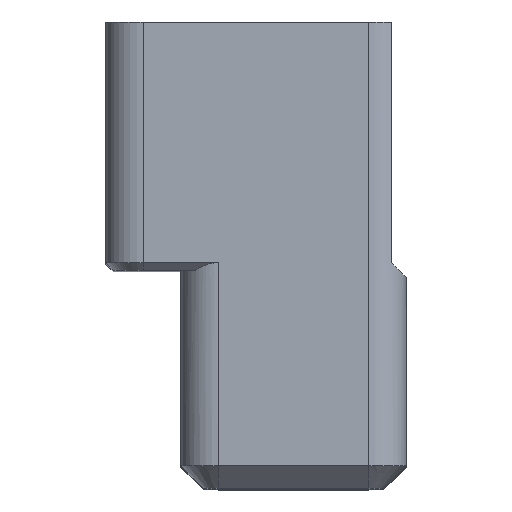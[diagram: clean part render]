
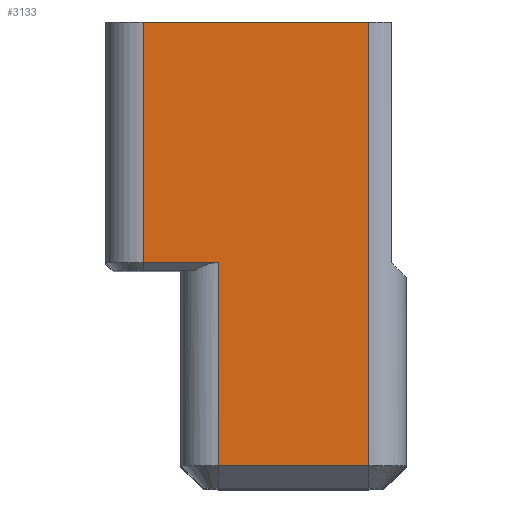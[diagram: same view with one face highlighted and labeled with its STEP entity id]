
A CAD part, top view. The second image highlights one B-rep face of the part: STEP entity #3133.
In plain terms, the highlighted planar face has unit normal (0, 0, 1).
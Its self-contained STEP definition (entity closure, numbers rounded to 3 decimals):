
#35=PLANE('',#3343);
#179=FACE_OUTER_BOUND('',#354,.T.);
#354=EDGE_LOOP('',(#2184,#2185,#2186,#2187,#2188,#2189));
#543=LINE('',#4714,#861);
#549=LINE('',#4740,#867);
#557=LINE('',#4759,#875);
#558=LINE('',#4761,#876);
#559=LINE('',#4763,#877);
#560=LINE('',#4764,#878);
#861=VECTOR('',#3698,10.);
#867=VECTOR('',#3724,10.);
#875=VECTOR('',#3740,10.);
#876=VECTOR('',#3741,10.);
#877=VECTOR('',#3742,10.);
#878=VECTOR('',#3743,10.);
#1345=VERTEX_POINT('',#4711);
#1346=VERTEX_POINT('',#4713);
#1354=VERTEX_POINT('',#4734);
#1363=VERTEX_POINT('',#4758);
#1364=VERTEX_POINT('',#4760);
#1365=VERTEX_POINT('',#4762);
#1664=EDGE_CURVE('',#1345,#1346,#543,.T.);
#1678=EDGE_CURVE('',#1346,#1354,#549,.T.);
#1687=EDGE_CURVE('',#1363,#1345,#557,.T.);
#1688=EDGE_CURVE('',#1364,#1363,#558,.T.);
#1689=EDGE_CURVE('',#1365,#1364,#559,.T.);
#1690=EDGE_CURVE('',#1354,#1365,#560,.T.);
#2184=ORIENTED_EDGE('',*,*,#1678,.F.);
#2185=ORIENTED_EDGE('',*,*,#1664,.F.);
#2186=ORIENTED_EDGE('',*,*,#1687,.F.);
#2187=ORIENTED_EDGE('',*,*,#1688,.F.);
#2188=ORIENTED_EDGE('',*,*,#1689,.F.);
#2189=ORIENTED_EDGE('',*,*,#1690,.F.);
#3133=ADVANCED_FACE('',(#179),#35,.T.);
#3343=AXIS2_PLACEMENT_3D('',#4757,#3738,#3739);
#3698=DIRECTION('',(1.,0.,0.));
#3724=DIRECTION('',(0.,-1.,0.));
#3738=DIRECTION('center_axis',(0.,0.,1.));
#3739=DIRECTION('ref_axis',(-1.,0.,0.));
#3740=DIRECTION('',(0.,1.,0.));
#3741=DIRECTION('',(-1.,0.,0.));
#3742=DIRECTION('',(0.,1.,0.));
#3743=DIRECTION('',(-1.,0.,0.));
#4711=CARTESIAN_POINT('',(3.,6.6,-8.5));
#4713=CARTESIAN_POINT('',(9.,6.6,-8.5));
#4714=CARTESIAN_POINT('',(2.627,6.6,-8.5));
#4734=CARTESIAN_POINT('',(9.,-5.2,-8.5));
#4740=CARTESIAN_POINT('',(9.,-0.5,-8.5));
#4757=CARTESIAN_POINT('Origin',(10.,-1.,-8.5));
#4758=CARTESIAN_POINT('',(3.,0.2,-8.5));
#4759=CARTESIAN_POINT('',(3.,-0.5,-8.5));
#4760=CARTESIAN_POINT('',(5.,0.2,-8.5));
#4761=CARTESIAN_POINT('',(7.5,0.2,-8.5));
#4762=CARTESIAN_POINT('',(5.,-5.2,-8.5));
#4763=CARTESIAN_POINT('',(5.,-0.5,-8.5));
#4764=CARTESIAN_POINT('',(8.5,-5.2,-8.5));
